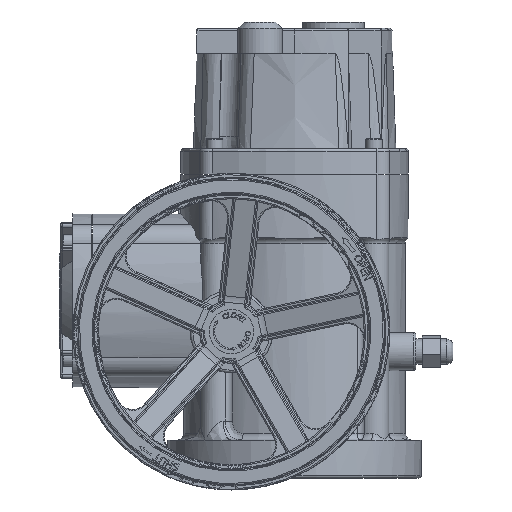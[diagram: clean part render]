
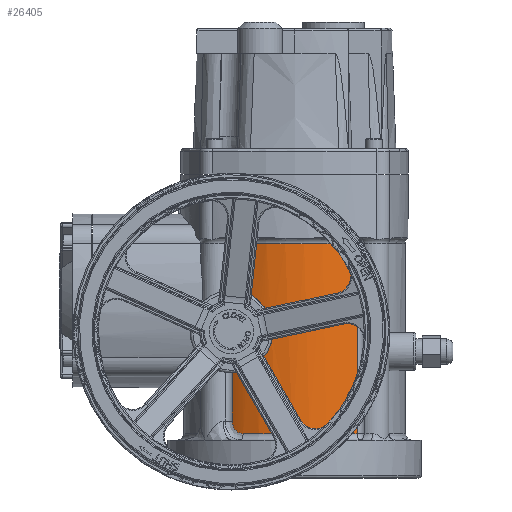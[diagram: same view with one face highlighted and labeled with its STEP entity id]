
A CAD part, front view. The second image highlights one B-rep face of the part: STEP entity #26405.
In plain terms, the highlighted cylindrical face has radius 87.5 mm (diameter 175 mm), a partial arc.
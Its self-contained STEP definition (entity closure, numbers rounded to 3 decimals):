
#2052=LINE('',#51728,#3549);
#2073=LINE('',#53279,#3570);
#2077=LINE('',#53321,#3574);
#3549=VECTOR('',#34191,10.);
#3570=VECTOR('',#34302,10.);
#3574=VECTOR('',#34352,10.);
#4352=CYLINDRICAL_SURFACE('',#29048,87.5);
#5687=FACE_OUTER_BOUND('',#7275,.T.);
#7275=EDGE_LOOP('',(#22173,#22174,#22175,#22176,#22177,#22178,#22179));
#8581=CIRCLE('',#28702,87.5);
#8584=CIRCLE('',#28706,87.5);
#9579=B_SPLINE_CURVE_WITH_KNOTS('',3,(#51536,#51537,#51538,#51539,#51540,
#51541),.UNSPECIFIED.,.F.,.F.,(4,1,1,4),(0.,0.694,
1.157,1.62),.UNSPECIFIED.);
#9685=B_SPLINE_CURVE_WITH_KNOTS('',3,(#54766,#54767,#54768,#54769,#54770,
#54771,#54772,#54773,#54774,#54775,#54776,#54777,#54778,#54779,#54780,#54781,
#54782,#54783,#54784,#54785,#54786,#54787,#54788,#54789,#54790,#54791,#54792,
#54793,#54794,#54795),.UNSPECIFIED.,.F.,.F.,(4,2,2,2,2,2,2,2,2,2,2,2,2,
2,4),(1.85,1.906,2.859,3.812,
4.62,5.428,6.236,7.044,7.851,
8.659,9.467,10.275,11.228,12.181,
12.237),.UNSPECIFIED.);
#11383=VERTEX_POINT('',#51524);
#11386=VERTEX_POINT('',#51534);
#11397=VERTEX_POINT('',#51727);
#11465=VERTEX_POINT('',#53263);
#11466=VERTEX_POINT('',#53267);
#11469=VERTEX_POINT('',#53283);
#11480=VERTEX_POINT('',#53314);
#14721=EDGE_CURVE('',#11386,#11383,#9579,.T.);
#14738=EDGE_CURVE('',#11383,#11397,#2052,.T.);
#14833=EDGE_CURVE('',#11466,#11465,#2073,.T.);
#14853=EDGE_CURVE('',#11480,#11469,#2077,.T.);
#14899=EDGE_CURVE('',#11465,#11480,#8581,.T.);
#14902=EDGE_CURVE('',#11469,#11386,#8584,.T.);
#15067=EDGE_CURVE('',#11466,#11397,#9685,.T.);
#22173=ORIENTED_EDGE('',*,*,#14721,.F.);
#22174=ORIENTED_EDGE('',*,*,#14902,.F.);
#22175=ORIENTED_EDGE('',*,*,#14853,.F.);
#22176=ORIENTED_EDGE('',*,*,#14899,.F.);
#22177=ORIENTED_EDGE('',*,*,#14833,.F.);
#22178=ORIENTED_EDGE('',*,*,#15067,.T.);
#22179=ORIENTED_EDGE('',*,*,#14738,.F.);
#26405=ADVANCED_FACE('',(#5687),#4352,.T.);
#28702=AXIS2_PLACEMENT_3D('',#53535,#34432,#34433);
#28706=AXIS2_PLACEMENT_3D('',#53539,#34440,#34441);
#29048=AXIS2_PLACEMENT_3D('',#55272,#35285,#35286);
#34191=DIRECTION('',(0.,-1.,0.));
#34302=DIRECTION('',(0.,-1.,0.));
#34352=DIRECTION('',(0.,1.,0.));
#34432=DIRECTION('center_axis',(0.,-1.,0.));
#34433=DIRECTION('ref_axis',(0.,0.,-1.));
#34440=DIRECTION('center_axis',(0.,1.,0.));
#34441=DIRECTION('ref_axis',(0.,0.,-1.));
#35285=DIRECTION('center_axis',(0.,-1.,0.));
#35286=DIRECTION('ref_axis',(1.,0.,0.));
#51524=CARTESIAN_POINT('',(-49.313,-45.,-72.28));
#51534=CARTESIAN_POINT('',(-40.691,-35.,-77.463));
#51536=CARTESIAN_POINT('Ctrl Pts',(-40.691,-35.,-77.463));
#51537=CARTESIAN_POINT('Ctrl Pts',(-42.629,-35.,-76.445));
#51538=CARTESIAN_POINT('Ctrl Pts',(-45.785,-36.229,
-74.612));
#51539=CARTESIAN_POINT('Ctrl Pts',(-48.694,-40.381,
-72.707));
#51540=CARTESIAN_POINT('Ctrl Pts',(-49.313,-43.457,-72.28));
#51541=CARTESIAN_POINT('Ctrl Pts',(-49.313,-45.,-72.28));
#51727=CARTESIAN_POINT('',(-49.313,-83.068,-72.28));
#51728=CARTESIAN_POINT('',(-49.313,-30.,-72.28));
#53263=CARTESIAN_POINT('',(-49.313,-185.,-72.28));
#53267=CARTESIAN_POINT('',(-49.313,-148.058,-72.28));
#53279=CARTESIAN_POINT('',(-49.313,-30.,-72.28));
#53283=CARTESIAN_POINT('',(49.313,-35.,-72.28));
#53314=CARTESIAN_POINT('',(49.313,-185.,-72.28));
#53321=CARTESIAN_POINT('',(49.313,-30.,-72.28));
#53535=CARTESIAN_POINT('Origin',(0.,-185.,0.));
#53539=CARTESIAN_POINT('Origin',(0.,-35.,0.));
#54766=CARTESIAN_POINT('Ctrl Pts',(-49.313,-148.058,
-72.28));
#54767=CARTESIAN_POINT('Ctrl Pts',(-49.153,-148.055,-72.39));
#54768=CARTESIAN_POINT('Ctrl Pts',(-48.992,-148.051,
-72.499));
#54769=CARTESIAN_POINT('Ctrl Pts',(-46.084,-147.957,
-74.455));
#54770=CARTESIAN_POINT('Ctrl Pts',(-43.255,-147.513,
-76.125));
#54771=CARTESIAN_POINT('Ctrl Pts',(-37.697,-145.832,
-79.025));
#54772=CARTESIAN_POINT('Ctrl Pts',(-34.968,-144.596,
-80.255));
#54773=CARTESIAN_POINT('Ctrl Pts',(-30.276,-141.608,
-82.128));
#54774=CARTESIAN_POINT('Ctrl Pts',(-28.2,-139.923,-82.854));
#54775=CARTESIAN_POINT('Ctrl Pts',(-24.474,-136.007,
-84.03));
#54776=CARTESIAN_POINT('Ctrl Pts',(-22.825,-133.777,
-84.482));
#54777=CARTESIAN_POINT('Ctrl Pts',(-20.141,-128.953,
-85.162));
#54778=CARTESIAN_POINT('Ctrl Pts',(-19.102,-126.352,
-85.392));
#54779=CARTESIAN_POINT('Ctrl Pts',(-17.723,-121.004,-85.689));
#54780=CARTESIAN_POINT('Ctrl Pts',(-17.383,-118.256,
-85.756));
#54781=CARTESIAN_POINT('Ctrl Pts',(-17.383,-112.87,
-85.756));
#54782=CARTESIAN_POINT('Ctrl Pts',(-17.723,-110.123,-85.689));
#54783=CARTESIAN_POINT('Ctrl Pts',(-19.102,-104.774,
-85.392));
#54784=CARTESIAN_POINT('Ctrl Pts',(-20.141,-102.174,
-85.162));
#54785=CARTESIAN_POINT('Ctrl Pts',(-22.825,-97.35,
-84.482));
#54786=CARTESIAN_POINT('Ctrl Pts',(-24.474,-95.119,
-84.03));
#54787=CARTESIAN_POINT('Ctrl Pts',(-28.2,-91.204,-82.854));
#54788=CARTESIAN_POINT('Ctrl Pts',(-30.276,-89.519,
-82.128));
#54789=CARTESIAN_POINT('Ctrl Pts',(-34.968,-86.531,
-80.255));
#54790=CARTESIAN_POINT('Ctrl Pts',(-37.697,-85.295,
-79.025));
#54791=CARTESIAN_POINT('Ctrl Pts',(-43.255,-83.614,
-76.125));
#54792=CARTESIAN_POINT('Ctrl Pts',(-46.084,-83.169,
-74.455));
#54793=CARTESIAN_POINT('Ctrl Pts',(-48.992,-83.075,
-72.499));
#54794=CARTESIAN_POINT('Ctrl Pts',(-49.153,-83.071,-72.39));
#54795=CARTESIAN_POINT('Ctrl Pts',(-49.313,-83.068,
-72.28));
#55272=CARTESIAN_POINT('Origin',(0.,-30.,0.));
